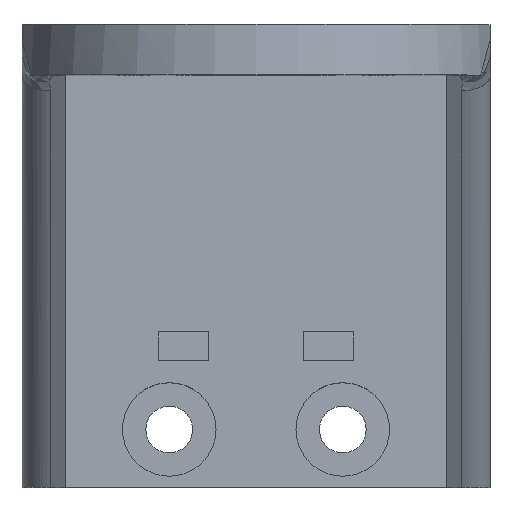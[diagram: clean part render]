
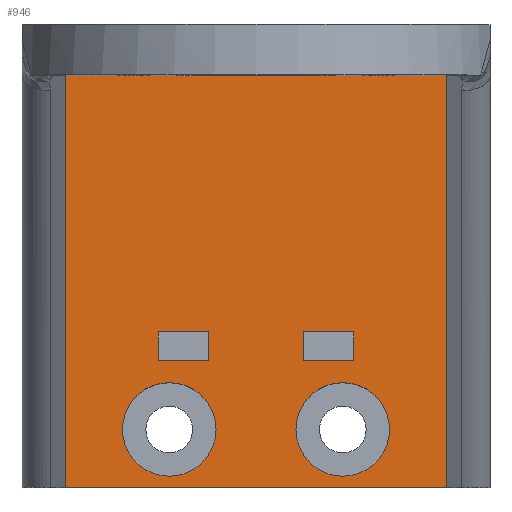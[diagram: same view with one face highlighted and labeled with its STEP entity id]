
A CAD part, top view. The second image highlights one B-rep face of the part: STEP entity #946.
In plain terms, the highlighted planar face has unit normal (0, 0, 1).
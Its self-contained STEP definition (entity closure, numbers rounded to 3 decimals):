
#38=FACE_BOUND('',#191,.T.);
#39=FACE_BOUND('',#192,.T.);
#40=FACE_BOUND('',#193,.T.);
#41=FACE_BOUND('',#194,.T.);
#74=PLANE('',#1049);
#125=FACE_OUTER_BOUND('',#190,.T.);
#190=EDGE_LOOP('',(#822,#823,#824,#825));
#191=EDGE_LOOP('',(#826,#827,#828,#829));
#192=EDGE_LOOP('',(#830));
#193=EDGE_LOOP('',(#831));
#194=EDGE_LOOP('',(#832,#833,#834,#835));
#247=LINE('',#2142,#327);
#253=LINE('',#2163,#333);
#256=LINE('',#2169,#336);
#259=LINE('',#2175,#339);
#261=LINE('',#2178,#341);
#264=LINE('',#2280,#344);
#269=LINE('',#2860,#349);
#270=LINE('',#2861,#350);
#271=LINE('',#2866,#351);
#272=LINE('',#2868,#352);
#273=LINE('',#2870,#353);
#274=LINE('',#2871,#354);
#327=VECTOR('',#1224,1.);
#333=VECTOR('',#1246,1.);
#336=VECTOR('',#1251,1.);
#339=VECTOR('',#1256,1.);
#341=VECTOR('',#1260,1.);
#344=VECTOR('',#1275,1.);
#349=VECTOR('',#1284,1.);
#350=VECTOR('',#1285,1.);
#351=VECTOR('',#1288,1.);
#352=VECTOR('',#1289,1.);
#353=VECTOR('',#1290,1.);
#354=VECTOR('',#1291,1.);
#401=CIRCLE('',#1037,3.25);
#403=CIRCLE('',#1050,3.25);
#455=VERTEX_POINT('',#2136);
#456=VERTEX_POINT('',#2140);
#459=VERTEX_POINT('',#2152);
#460=VERTEX_POINT('',#2156);
#463=VERTEX_POINT('',#2161);
#464=VERTEX_POINT('',#2165);
#466=VERTEX_POINT('',#2171);
#471=VERTEX_POINT('',#2279);
#477=VERTEX_POINT('',#2859);
#478=VERTEX_POINT('',#2862);
#479=VERTEX_POINT('',#2864);
#480=VERTEX_POINT('',#2865);
#481=VERTEX_POINT('',#2867);
#482=VERTEX_POINT('',#2869);
#566=EDGE_CURVE('',#456,#455,#247,.T.);
#572=EDGE_CURVE('',#459,#459,#401,.T.);
#576=EDGE_CURVE('',#460,#463,#253,.T.);
#579=EDGE_CURVE('',#464,#460,#256,.T.);
#582=EDGE_CURVE('',#466,#464,#259,.T.);
#584=EDGE_CURVE('',#463,#466,#261,.T.);
#590=EDGE_CURVE('',#471,#456,#264,.T.);
#599=EDGE_CURVE('',#471,#477,#269,.T.);
#600=EDGE_CURVE('',#477,#455,#270,.T.);
#601=EDGE_CURVE('',#478,#478,#403,.T.);
#602=EDGE_CURVE('',#479,#480,#271,.T.);
#603=EDGE_CURVE('',#481,#479,#272,.T.);
#604=EDGE_CURVE('',#482,#481,#273,.T.);
#605=EDGE_CURVE('',#480,#482,#274,.T.);
#822=ORIENTED_EDGE('',*,*,#599,.F.);
#823=ORIENTED_EDGE('',*,*,#590,.T.);
#824=ORIENTED_EDGE('',*,*,#566,.T.);
#825=ORIENTED_EDGE('',*,*,#600,.F.);
#826=ORIENTED_EDGE('',*,*,#576,.T.);
#827=ORIENTED_EDGE('',*,*,#584,.T.);
#828=ORIENTED_EDGE('',*,*,#582,.T.);
#829=ORIENTED_EDGE('',*,*,#579,.T.);
#830=ORIENTED_EDGE('',*,*,#572,.F.);
#831=ORIENTED_EDGE('',*,*,#601,.T.);
#832=ORIENTED_EDGE('',*,*,#602,.F.);
#833=ORIENTED_EDGE('',*,*,#603,.F.);
#834=ORIENTED_EDGE('',*,*,#604,.F.);
#835=ORIENTED_EDGE('',*,*,#605,.F.);
#946=ADVANCED_FACE('',(#125,#38,#39,#40,#41),#74,.T.);
#1037=AXIS2_PLACEMENT_3D('',#2154,#1239,#1240);
#1049=AXIS2_PLACEMENT_3D('',#2858,#1282,#1283);
#1050=AXIS2_PLACEMENT_3D('',#2863,#1286,#1287);
#1224=DIRECTION('',(0.,-1.,0.));
#1239=DIRECTION('center_axis',(0.,0.,1.));
#1240=DIRECTION('ref_axis',(-1.,0.,0.));
#1246=DIRECTION('',(0.,-1.,0.));
#1251=DIRECTION('',(1.,0.,0.));
#1256=DIRECTION('',(0.,1.,0.));
#1260=DIRECTION('',(-1.,0.,0.));
#1275=DIRECTION('',(-1.,0.,0.));
#1282=DIRECTION('center_axis',(0.,0.,1.));
#1283=DIRECTION('ref_axis',(1.,0.,0.));
#1284=DIRECTION('',(0.,-1.,0.));
#1285=DIRECTION('',(-1.,0.,0.));
#1286=DIRECTION('center_axis',(0.,0.,-1.));
#1287=DIRECTION('ref_axis',(1.,0.,0.));
#1288=DIRECTION('',(0.,-1.,0.));
#1289=DIRECTION('',(-1.,0.,0.));
#1290=DIRECTION('',(0.,1.,0.));
#1291=DIRECTION('',(1.,0.,0.));
#2136=CARTESIAN_POINT('',(-13.25,-28.6,8.));
#2140=CARTESIAN_POINT('',(-13.25,0.,8.));
#2142=CARTESIAN_POINT('',(-13.25,0.,8.));
#2152=CARTESIAN_POINT('',(-2.775,-24.575,8.));
#2154=CARTESIAN_POINT('Origin',(-6.025,-24.575,8.));
#2156=CARTESIAN_POINT('',(-3.3,-17.8,8.));
#2161=CARTESIAN_POINT('',(-3.3,-19.8,8.));
#2163=CARTESIAN_POINT('',(-3.3,-17.8,8.));
#2165=CARTESIAN_POINT('',(-6.8,-17.8,8.));
#2169=CARTESIAN_POINT('',(-6.8,-17.8,8.));
#2171=CARTESIAN_POINT('',(-6.8,-19.8,8.));
#2175=CARTESIAN_POINT('',(-6.8,-19.8,8.));
#2178=CARTESIAN_POINT('',(-3.3,-19.8,8.));
#2279=CARTESIAN_POINT('',(13.25,0.,8.));
#2280=CARTESIAN_POINT('',(13.25,0.,8.));
#2858=CARTESIAN_POINT('Origin',(13.25,0.,8.));
#2859=CARTESIAN_POINT('',(13.25,-28.6,8.));
#2860=CARTESIAN_POINT('',(13.25,0.,8.));
#2861=CARTESIAN_POINT('',(13.25,-28.6,8.));
#2862=CARTESIAN_POINT('',(2.775,-24.575,8.));
#2863=CARTESIAN_POINT('Origin',(6.025,-24.575,8.));
#2864=CARTESIAN_POINT('',(3.3,-17.8,8.));
#2865=CARTESIAN_POINT('',(3.3,-19.8,8.));
#2866=CARTESIAN_POINT('',(3.3,-17.8,8.));
#2867=CARTESIAN_POINT('',(6.8,-17.8,8.));
#2868=CARTESIAN_POINT('',(6.8,-17.8,8.));
#2869=CARTESIAN_POINT('',(6.8,-19.8,8.));
#2870=CARTESIAN_POINT('',(6.8,-19.8,8.));
#2871=CARTESIAN_POINT('',(3.3,-19.8,8.));
